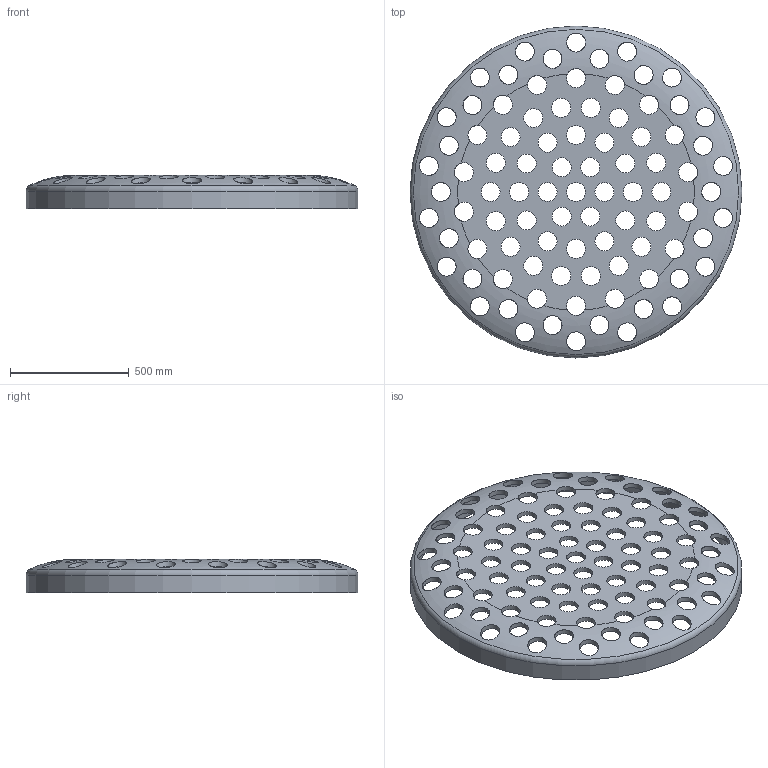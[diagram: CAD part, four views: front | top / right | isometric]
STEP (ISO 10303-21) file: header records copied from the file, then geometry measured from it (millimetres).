
FILE_DESCRIPTION(/* description */ (''),/* implementation_level */ '2;1');
FILE_NAME(/* name */ '16191.100X_3D.stp',/* time_stamp */ '2024-12-12T06:56:12+01:00',/* author */ ('CAD'),/* organization */ (''),/* preprocessor_version */ 'ST-DEVELOPER v20',/* originating_system */ 'AutoCAD Mechanical',/* authorisation */ '');
FILE_SCHEMA (('AUTOMOTIVE_DESIGN { 1 0 10303 214 3 1 1 }'));
Length unit declared in the file: centimetre
Products named in the file (2): Product; *S0
Assembly tree (1 placements, depth 2):
  Product
    *S0
Bounding box: 1400 x 1400 x 140 mm (x, y, z)
Volume: 28332614.4 mm3; surface area: 3385285 mm2
Topology: 1 solids, 1 shells, 100 faces, 469 edges, 334 vertices
Faces by surface type: cylinder 93, torus 4, plane 3
Full cylindrical faces by diameter (mm): 80 x91, 1360 x1, 1400 x1
Entity records: 8570 total; most frequent: CARTESIAN_POINT 4602, ORIENTED_EDGE 938, DIRECTION 655, EDGE_CURVE 469, VERTEX_POINT 334, AXIS2_PLACEMENT_3D 281, EDGE_LOOP 245, B_SPLINE_CURVE_WITH_KNOTS 198
